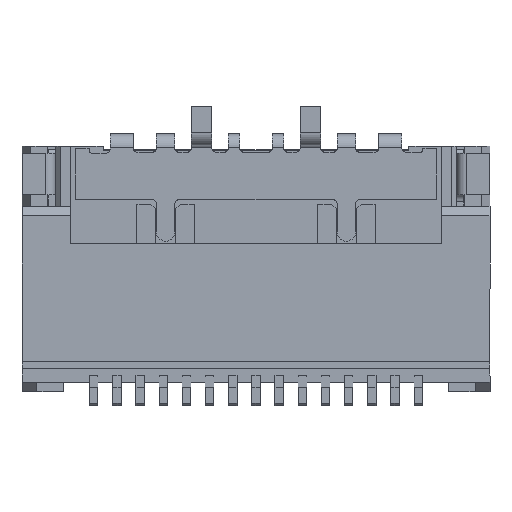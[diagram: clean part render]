
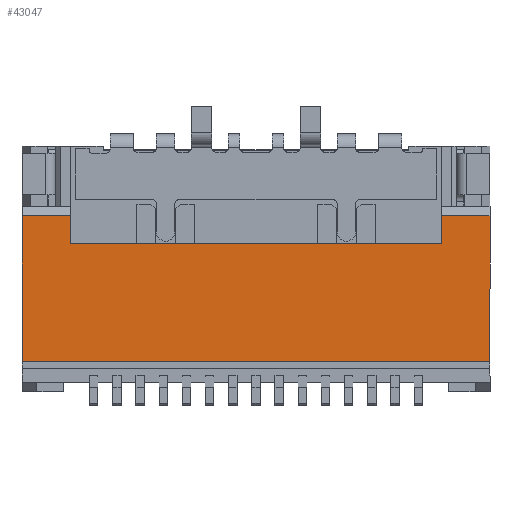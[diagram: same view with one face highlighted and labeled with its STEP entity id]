
A CAD part, front view. The second image highlights one B-rep face of the part: STEP entity #43047.
In plain terms, the highlighted planar face has unit normal (0, -1, 0).
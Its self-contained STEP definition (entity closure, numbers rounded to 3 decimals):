
#996 = DIRECTION ( 'NONE',  ( 0., 0., 1. ) ) ;
#1595 = VERTEX_POINT ( 'NONE', #23029 ) ;
#1940 = LINE ( 'NONE', #20158, #25893 ) ;
#2210 = EDGE_CURVE ( 'NONE', #21757, #35624, #12189, .T. ) ;
#2866 = DIRECTION ( 'NONE',  ( 0., 0., -1. ) ) ;
#3247 = ORIENTED_EDGE ( 'NONE', *, *, #17729, .T. ) ;
#3363 = ORIENTED_EDGE ( 'NONE', *, *, #2210, .T. ) ;
#3691 = CARTESIAN_POINT ( 'NONE',  ( 5.05, -1.125, -1.5 ) ) ;
#3838 = ORIENTED_EDGE ( 'NONE', *, *, #42735, .T. ) ;
#3840 = VERTEX_POINT ( 'NONE', #14491 ) ;
#4475 = EDGE_CURVE ( 'NONE', #6424, #22381, #30591, .T. ) ;
#6424 = VERTEX_POINT ( 'NONE', #41089 ) ;
#6662 = CARTESIAN_POINT ( 'NONE',  ( -4., -1.125, 0. ) ) ;
#7344 = ORIENTED_EDGE ( 'NONE', *, *, #41170, .T. ) ;
#8125 = CARTESIAN_POINT ( 'NONE',  ( 5.05, -1.125, -1.5 ) ) ;
#8406 = EDGE_LOOP ( 'NONE', ( #21359, #15871, #3247, #17414, #3838, #40158, #3363, #7344 ) ) ;
#10587 = VECTOR ( 'NONE', #996, 1000. ) ;
#10721 = VECTOR ( 'NONE', #37072, 1000. ) ;
#11901 = CARTESIAN_POINT ( 'NONE',  ( -5.05, -1.125, -4.65 ) ) ;
#12189 = LINE ( 'NONE', #35155, #28885 ) ;
#12764 = VERTEX_POINT ( 'NONE', #36736 ) ;
#14491 = CARTESIAN_POINT ( 'NONE',  ( -4., -1.125, -1.5 ) ) ;
#14843 = CARTESIAN_POINT ( 'NONE',  ( -4., -1.125, -2.11 ) ) ;
#15871 = ORIENTED_EDGE ( 'NONE', *, *, #30864, .T. ) ;
#17414 = ORIENTED_EDGE ( 'NONE', *, *, #40685, .T. ) ;
#17729 = EDGE_CURVE ( 'NONE', #3840, #12764, #35388, .T. ) ;
#19032 = VECTOR ( 'NONE', #2866, 1000. ) ;
#19999 = EDGE_CURVE ( 'NONE', #1595, #21757, #21523, .T. ) ;
#20158 = CARTESIAN_POINT ( 'NONE',  ( -5.05, -1.125, -1.5 ) ) ;
#21359 = ORIENTED_EDGE ( 'NONE', *, *, #4475, .T. ) ;
#21523 = LINE ( 'NONE', #8125, #10587 ) ;
#21757 = VERTEX_POINT ( 'NONE', #3691 ) ;
#22328 = VECTOR ( 'NONE', #31779, 1000. ) ;
#22381 = VERTEX_POINT ( 'NONE', #14843 ) ;
#22565 = CARTESIAN_POINT ( 'NONE',  ( -5.05, -1.125, -4.65 ) ) ;
#22970 = DIRECTION ( 'NONE',  ( 0., -1., 0. ) ) ;
#23029 = CARTESIAN_POINT ( 'NONE',  ( 5.05, -1.125, -4.65 ) ) ;
#23407 = FACE_OUTER_BOUND ( 'NONE', #8406, .T. ) ;
#24353 = DIRECTION ( 'NONE',  ( -1., 0., 0. ) ) ;
#25893 = VECTOR ( 'NONE', #33456, 1000. ) ;
#26215 = DIRECTION ( 'NONE',  ( 1., 0., 0. ) ) ;
#26370 = LINE ( 'NONE', #42776, #19032 ) ;
#28307 = DIRECTION ( 'NONE',  ( -1., 0., 0. ) ) ;
#28667 = VERTEX_POINT ( 'NONE', #11901 ) ;
#28885 = VECTOR ( 'NONE', #28307, 1000. ) ;
#29430 = DIRECTION ( 'NONE',  ( 0., 0., -1. ) ) ;
#30591 = LINE ( 'NONE', #38594, #38931 ) ;
#30864 = EDGE_CURVE ( 'NONE', #22381, #3840, #37844, .T. ) ;
#31779 = DIRECTION ( 'NONE',  ( -1., 0., 0. ) ) ;
#33193 = CARTESIAN_POINT ( 'NONE',  ( -5.05, -1.125, -1.5 ) ) ;
#33456 = DIRECTION ( 'NONE',  ( 0., 0., -1. ) ) ;
#35127 = CARTESIAN_POINT ( 'NONE',  ( -5.05, -1.125, -1.5 ) ) ;
#35155 = CARTESIAN_POINT ( 'NONE',  ( -5.05, -1.125, -1.5 ) ) ;
#35388 = LINE ( 'NONE', #35127, #22328 ) ;
#35624 = VERTEX_POINT ( 'NONE', #42724 ) ;
#36736 = CARTESIAN_POINT ( 'NONE',  ( -5.05, -1.125, -1.5 ) ) ;
#37072 = DIRECTION ( 'NONE',  ( 0., 0., 1. ) ) ;
#37567 = VECTOR ( 'NONE', #26215, 1000. ) ;
#37844 = LINE ( 'NONE', #6662, #10721 ) ;
#38452 = AXIS2_PLACEMENT_3D ( 'NONE', #33193, #22970, #29430 ) ;
#38594 = CARTESIAN_POINT ( 'NONE',  ( -5.05, -1.125, -2.11 ) ) ;
#38931 = VECTOR ( 'NONE', #24353, 1000. ) ;
#40158 = ORIENTED_EDGE ( 'NONE', *, *, #19999, .T. ) ;
#40685 = EDGE_CURVE ( 'NONE', #12764, #28667, #1940, .T. ) ;
#41089 = CARTESIAN_POINT ( 'NONE',  ( 4., -1.125, -2.11 ) ) ;
#41170 = EDGE_CURVE ( 'NONE', #35624, #6424, #26370, .T. ) ;
#41197 = LINE ( 'NONE', #22565, #37567 ) ;
#42724 = CARTESIAN_POINT ( 'NONE',  ( 4., -1.125, -1.5 ) ) ;
#42735 = EDGE_CURVE ( 'NONE', #28667, #1595, #41197, .T. ) ;
#42776 = CARTESIAN_POINT ( 'NONE',  ( 4., -1.125, -2.11 ) ) ;
#42995 = PLANE ( 'NONE',  #38452 ) ;
#43047 = ADVANCED_FACE ( 'NONE', ( #23407 ), #42995, .T. ) ;
